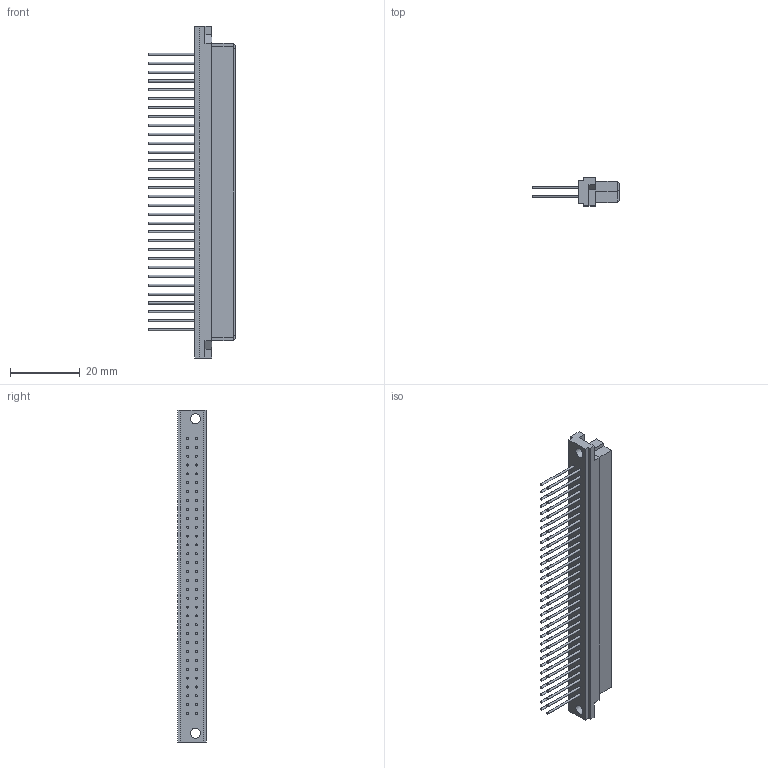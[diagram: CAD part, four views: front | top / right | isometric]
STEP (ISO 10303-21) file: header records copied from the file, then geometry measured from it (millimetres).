
FILE_DESCRIPTION(/* description */ (''),/* implementation_level */ '2;1');
FILE_NAME(/* name */ '100083086ugm000_b.stp',/* time_stamp */ '2015-05-21T06:28:38+02:00',/* author */ (''),/* organization */ (''),/* preprocessor_version */ 'ST-DEVELOPER v15',/* originating_system */ 'SIEMENS PLM Software NX 8.5',/* authorisation */ '');
FILE_SCHEMA (('AUTOMOTIVE_DESIGN { 1 0 10303 214 3 1 1 1 }'));
Length unit declared in the file: millimetre
Products named in the file (1): 100083086ugm000_b
Bounding box: 24.8 x 8.1 x 95 mm (x, y, z)
Volume: 6894.5 mm3; surface area: 5421.9 mm2
Topology: 1 solids, 1 shells, 484 faces, 1054 edges, 700 vertices
Faces by surface type: plane 418, cylinder 66
Full cylindrical faces by diameter (mm): 0.6 x64, 2.85 x2
Entity records: 15249 total; most frequent: CARTESIAN_POINT 2173, DIRECTION 2090, ORIENTED_EDGE 1976, EDGE_CURVE 988, LINE 856, VECTOR 856, VERTEX_POINT 700, EDGE_LOOP 682
